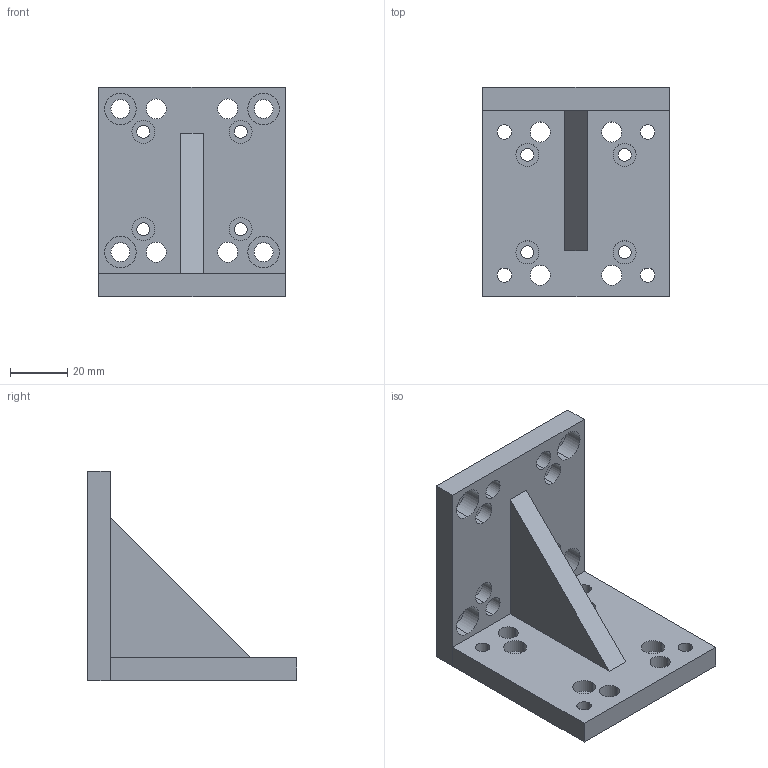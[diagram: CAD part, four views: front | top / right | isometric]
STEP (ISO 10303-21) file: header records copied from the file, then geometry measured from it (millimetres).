
FILE_DESCRIPTION (( 'STEP AP203' ), '1' );
FILE_NAME ('PHOB-8.STEP', '2022-07-20T08:56:14', ( '' ), ( '' ), 'SwSTEP 2.0', 'SolidWorks 2021', '' );
FILE_SCHEMA (( 'CONFIG_CONTROL_DESIGN' ));
Length unit declared in the file: millimetre
Products named in the file (1): PHOB-8
Bounding box: 65 x 73 x 73 mm (x, y, z)
Surface area: 28535.3 mm2 (no closed solid volume)
Topology: 0 solids, 19 shells, 212 faces, 818 edges, 620 vertices
Faces by surface type: plane 98, cylinder 90, cone 12, torus 12
Entity records: 8739 total; most frequent: CARTESIAN_POINT 1639, DIRECTION 1484, ORIENTED_EDGE 1242, EDGE_CURVE 806, VERTEX_POINT 620, VECTOR 554, LINE 554, AXIS2_PLACEMENT_3D 465
